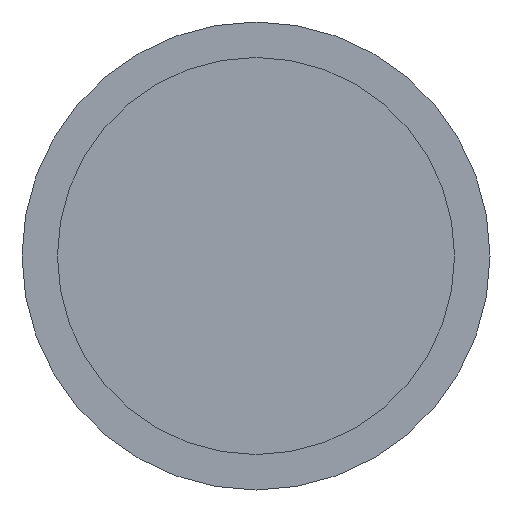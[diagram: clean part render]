
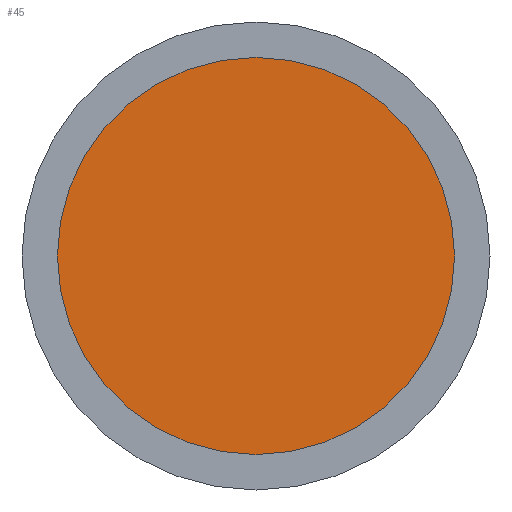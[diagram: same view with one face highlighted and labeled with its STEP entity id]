
A CAD part, front view. The second image highlights one B-rep face of the part: STEP entity #45.
In plain terms, the highlighted planar face has unit normal (0, -1, 0).
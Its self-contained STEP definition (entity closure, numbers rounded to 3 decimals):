
#45 = ADVANCED_FACE( '', ( #93 ), #94, .F. );
#93 = FACE_OUTER_BOUND( '', #142, .T. );
#94 = PLANE( '', #143 );
#142 = EDGE_LOOP( '', ( #195 ) );
#143 = AXIS2_PLACEMENT_3D( '', #196, #197, #198 );
#195 = ORIENTED_EDGE( '', *, *, #241, .F. );
#196 = CARTESIAN_POINT( '', ( 0., -4., 0. ) );
#197 = DIRECTION( '', ( 0., 1., 0. ) );
#198 = DIRECTION( '', ( 0., 0., 1. ) );
#241 = EDGE_CURVE( '', #268, #268, #269, .T. );
#268 = VERTEX_POINT( '', #299 );
#269 = CIRCLE( '', #300, 14. );
#299 = CARTESIAN_POINT( '', ( 14., -4., 0. ) );
#300 = AXIS2_PLACEMENT_3D( '', #330, #331, #332 );
#330 = CARTESIAN_POINT( '', ( 0., -4., 0. ) );
#331 = DIRECTION( '', ( 0., 1., 0. ) );
#332 = DIRECTION( '', ( 1., 0., 0. ) );
